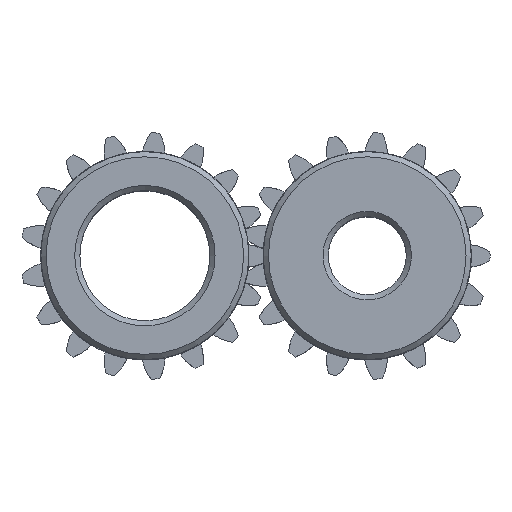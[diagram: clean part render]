
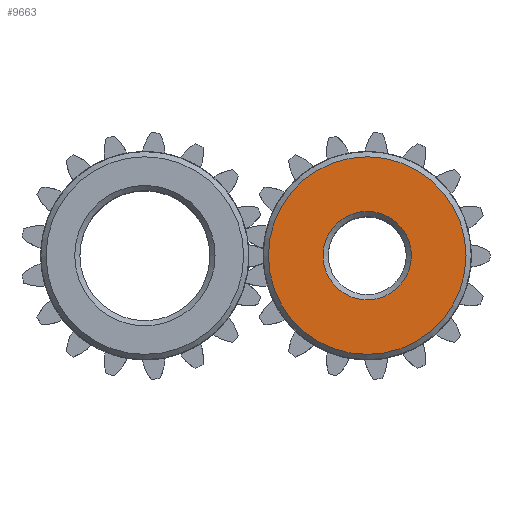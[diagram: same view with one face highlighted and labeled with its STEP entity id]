
A CAD part, top view. The second image highlights one B-rep face of the part: STEP entity #9663.
In plain terms, the highlighted planar face has unit normal (0, 0, 1).
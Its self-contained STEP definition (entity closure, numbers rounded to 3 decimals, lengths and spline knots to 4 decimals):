
#1358=FACE_BOUND('',#2318,.T.);
#1432=PLANE('',#10336);
#1775=FACE_OUTER_BOUND('',#2317,.T.);
#2317=EDGE_LOOP('',(#8042));
#2318=EDGE_LOOP('',(#8043));
#3552=CIRCLE('',#10335,1.7);
#3553=CIRCLE('',#10337,3.8);
#4350=VERTEX_POINT('',#29266);
#4351=VERTEX_POINT('',#29270);
#5665=EDGE_CURVE('',#4350,#4350,#3552,.T.);
#5666=EDGE_CURVE('',#4351,#4351,#3553,.T.);
#8042=ORIENTED_EDGE('',*,*,#5666,.F.);
#8043=ORIENTED_EDGE('',*,*,#5665,.F.);
#9663=ADVANCED_FACE('',(#1775,#1358),#1432,.T.);
#10335=AXIS2_PLACEMENT_3D('',#29268,#11656,#11657);
#10336=AXIS2_PLACEMENT_3D('',#29269,#11658,#11659);
#10337=AXIS2_PLACEMENT_3D('',#29271,#11660,#11661);
#11656=DIRECTION('center_axis',(0.,0.,1.));
#11657=DIRECTION('ref_axis',(1.,0.,0.));
#11658=DIRECTION('center_axis',(0.,0.,1.));
#11659=DIRECTION('ref_axis',(1.,0.,0.));
#11660=DIRECTION('center_axis',(0.,0.,-1.));
#11661=DIRECTION('ref_axis',(1.,0.,0.));
#29266=CARTESIAN_POINT('',(-1.7,0.,10.));
#29268=CARTESIAN_POINT('Origin',(0.,0.,10.));
#29269=CARTESIAN_POINT('Origin',(0.,0.,10.));
#29270=CARTESIAN_POINT('',(-3.8,0.,10.));
#29271=CARTESIAN_POINT('Origin',(0.,0.,10.));
